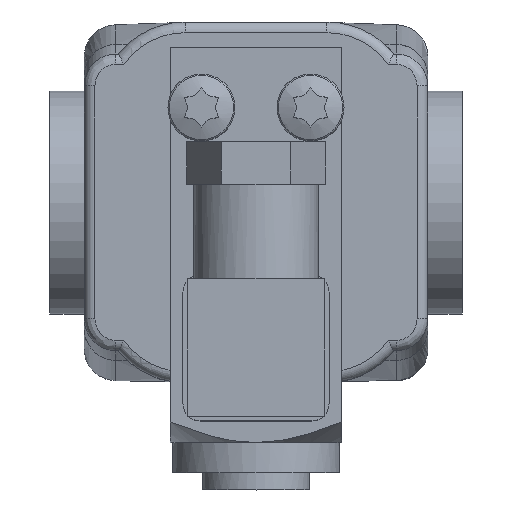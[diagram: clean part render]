
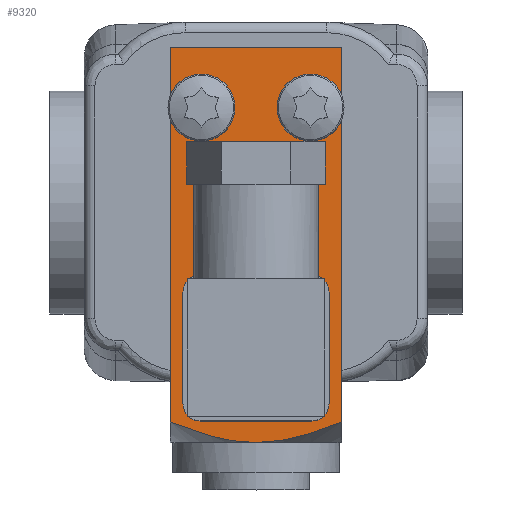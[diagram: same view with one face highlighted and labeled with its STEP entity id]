
A CAD part, top view. The second image highlights one B-rep face of the part: STEP entity #9320.
In plain terms, the highlighted face is planar.
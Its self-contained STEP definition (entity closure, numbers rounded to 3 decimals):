
#8761=CARTESIAN_POINT('',(10.0,-6.5,-1.75));
#8762=VERTEX_POINT('',#8761);
#8769=CARTESIAN_POINT('',(10.0,-8.5,-3.75));
#8770=VERTEX_POINT('',#8769);
#8771=CARTESIAN_POINT('',(10.0,-6.5,-3.75));
#8772=DIRECTION('',(-1.0,0.0,0.0));
#8773=DIRECTION('',(0.0,0.0,1.0));
#8774=AXIS2_PLACEMENT_3D('',#8771,#8772,#8773);
#8775=CIRCLE('',#8774,2.0);
#8776=EDGE_CURVE('',#8770,#8762,#8775,.T.);
#8793=CARTESIAN_POINT('',(10.0,6.5,-1.75));
#8794=VERTEX_POINT('',#8793);
#8801=CARTESIAN_POINT('',(10.0,-6.5,-1.75));
#8802=DIRECTION('',(0.0,1.0,0.0));
#8803=VECTOR('',#8802,13.);
#8804=LINE('',#8801,#8803);
#8805=EDGE_CURVE('',#8762,#8794,#8804,.T.);
#8819=CARTESIAN_POINT('',(10.0,8.5,-3.75));
#8820=VERTEX_POINT('',#8819);
#8827=CARTESIAN_POINT('',(10.0,6.5,-3.75));
#8828=DIRECTION('',(-1.0,0.0,0.0));
#8829=DIRECTION('',(0.0,1.0,0.0));
#8830=AXIS2_PLACEMENT_3D('',#8827,#8828,#8829);
#8831=CIRCLE('',#8830,2.0);
#8832=EDGE_CURVE('',#8794,#8820,#8831,.T.);
#8844=CARTESIAN_POINT('',(10.0,8.5,-16.75));
#8845=VERTEX_POINT('',#8844);
#8852=CARTESIAN_POINT('',(10.0,8.5,-3.75));
#8853=DIRECTION('',(0.0,0.0,-1.0));
#8854=VECTOR('',#8853,13.0);
#8855=LINE('',#8852,#8854);
#8856=EDGE_CURVE('',#8820,#8845,#8855,.T.);
#8870=CARTESIAN_POINT('',(10.0,6.5,-18.75));
#8871=VERTEX_POINT('',#8870);
#8878=CARTESIAN_POINT('',(10.0,6.5,-16.75));
#8879=DIRECTION('',(-1.0,0.0,0.0));
#8880=DIRECTION('',(0.0,0.0,-1.0));
#8881=AXIS2_PLACEMENT_3D('',#8878,#8879,#8880);
#8882=CIRCLE('',#8881,2.0);
#8883=EDGE_CURVE('',#8845,#8871,#8882,.T.);
#8895=CARTESIAN_POINT('',(10.0,-6.5,-18.75));
#8896=VERTEX_POINT('',#8895);
#8903=CARTESIAN_POINT('',(10.0,6.5,-18.75));
#8904=DIRECTION('',(0.0,-1.0,0.0));
#8905=VECTOR('',#8904,13.);
#8906=LINE('',#8903,#8905);
#8907=EDGE_CURVE('',#8871,#8896,#8906,.T.);
#8921=CARTESIAN_POINT('',(10.0,-8.5,-16.75));
#8922=VERTEX_POINT('',#8921);
#8929=CARTESIAN_POINT('',(10.0,-6.5,-16.75));
#8930=DIRECTION('',(-1.0,0.0,0.0));
#8931=DIRECTION('',(0.0,-1.0,0.0));
#8932=AXIS2_PLACEMENT_3D('',#8929,#8930,#8931);
#8933=CIRCLE('',#8932,2.);
#8934=EDGE_CURVE('',#8896,#8922,#8933,.T.);
#8947=CARTESIAN_POINT('',(10.0,-8.5,-16.75));
#8948=DIRECTION('',(0.0,0.0,1.0));
#8949=VECTOR('',#8948,13.);
#8950=LINE('',#8947,#8949);
#8951=EDGE_CURVE('',#8922,#8770,#8950,.T.);
#9211=CARTESIAN_POINT('',(10.0,-2.75,17.75));
#9212=VERTEX_POINT('',#9211);
#9213=CARTESIAN_POINT('',(10.,-6.35,17.75));
#9214=DIRECTION('',(1.0,0.0,0.0));
#9215=DIRECTION('',(0.0,0.0,1.0));
#9216=AXIS2_PLACEMENT_3D('',#9213,#9214,#9215);
#9217=CIRCLE('',#9216,3.6);
#9218=EDGE_CURVE('',#9212,#9212,#9217,.T.);
#9235=CARTESIAN_POINT('',(10.0,10.0,0.0));
#9236=DIRECTION('',(1.0,0.0,0.0));
#9237=DIRECTION('',(0.0,0.0,-1.0));
#9238=AXIS2_PLACEMENT_3D('',#9235,#9236,#9237);
#9239=PLANE('',#9238);
#9240=CARTESIAN_POINT('',(10.0,-10.0,-18.859));
#9241=VERTEX_POINT('',#9240);
#9242=CARTESIAN_POINT('',(10.0,0.0,-21.25));
#9243=VERTEX_POINT('',#9242);
#9244=CARTESIAN_POINT('',(10.0,-10.0,-18.859));
#9245=CARTESIAN_POINT('',(10.0,-4.142,-21.25));
#9246=CARTESIAN_POINT('',(10.0,0.0,-21.25));
#9254=(BOUNDED_CURVE()B_SPLINE_CURVE(2,(#9244,#9245,#9246),.UNSPECIFIED.,.F.,.U.)B_SPLINE_CURVE_WITH_KNOTS((3,3),(0.353,1.509),.UNSPECIFIED.)CURVE()GEOMETRIC_REPRESENTATION_ITEM()RATIONAL_B_SPLINE_CURVE((1.062,1.132,1.0))REPRESENTATION_ITEM(''));
#9255=EDGE_CURVE('',#9241,#9243,#9254,.T.);
#9256=ORIENTED_EDGE('',*,*,#9255,.T.);
#9257=CARTESIAN_POINT('',(10.0,10.0,-18.859));
#9258=VERTEX_POINT('',#9257);
#9259=CARTESIAN_POINT('',(10.0,0.0,-21.25));
#9260=CARTESIAN_POINT('',(10.0,4.142,-21.25));
#9261=CARTESIAN_POINT('',(10.0,10.0,-18.859));
#9269=(BOUNDED_CURVE()B_SPLINE_CURVE(2,(#9259,#9260,#9261),.UNSPECIFIED.,.F.,.U.)B_SPLINE_CURVE_WITH_KNOTS((3,3),(1.509,2.665),.UNSPECIFIED.)CURVE()GEOMETRIC_REPRESENTATION_ITEM()RATIONAL_B_SPLINE_CURVE((1.0,1.132,1.062))REPRESENTATION_ITEM(''));
#9270=EDGE_CURVE('',#9243,#9258,#9269,.T.);
#9271=ORIENTED_EDGE('',*,*,#9270,.T.);
#9272=CARTESIAN_POINT('',(10.0,10.0,24.75));
#9273=VERTEX_POINT('',#9272);
#9274=CARTESIAN_POINT('',(10.0,10.0,24.75));
#9275=DIRECTION('',(0.0,0.0,-1.0));
#9276=VECTOR('',#9275,43.609);
#9277=LINE('',#9274,#9276);
#9278=EDGE_CURVE('',#9273,#9258,#9277,.T.);
#9279=ORIENTED_EDGE('',*,*,#9278,.F.);
#9280=CARTESIAN_POINT('',(10.0,-10.0,24.75));
#9281=VERTEX_POINT('',#9280);
#9282=CARTESIAN_POINT('',(10.0,10.0,24.75));
#9283=DIRECTION('',(0.0,-1.0,0.0));
#9284=VECTOR('',#9283,20.0);
#9285=LINE('',#9282,#9284);
#9286=EDGE_CURVE('',#9273,#9281,#9285,.T.);
#9287=ORIENTED_EDGE('',*,*,#9286,.T.);
#9288=CARTESIAN_POINT('',(10.0,-10.0,24.75));
#9289=DIRECTION('',(0.0,0.0,-1.0));
#9290=VECTOR('',#9289,43.609);
#9291=LINE('',#9288,#9290);
#9292=EDGE_CURVE('',#9281,#9241,#9291,.T.);
#9293=ORIENTED_EDGE('',*,*,#9292,.T.);
#9294=EDGE_LOOP('',(#9256,#9271,#9279,#9287,#9293));
#9295=FACE_OUTER_BOUND('',#9294,.T.);
#9296=ORIENTED_EDGE('',*,*,#8776,.T.);
#9297=ORIENTED_EDGE('',*,*,#8805,.T.);
#9298=ORIENTED_EDGE('',*,*,#8832,.T.);
#9299=ORIENTED_EDGE('',*,*,#8856,.T.);
#9300=ORIENTED_EDGE('',*,*,#8883,.T.);
#9301=ORIENTED_EDGE('',*,*,#8907,.T.);
#9302=ORIENTED_EDGE('',*,*,#8934,.T.);
#9303=ORIENTED_EDGE('',*,*,#8951,.T.);
#9304=EDGE_LOOP('',(#9296,#9297,#9298,#9299,#9300,#9301,#9302,#9303));
#9305=FACE_BOUND('',#9304,.T.);
#9306=CARTESIAN_POINT('',(10.0,2.75,17.75));
#9307=VERTEX_POINT('',#9306);
#9308=CARTESIAN_POINT('',(10.0,6.35,17.75));
#9309=DIRECTION('',(1.0,0.0,0.0));
#9310=DIRECTION('',(0.0,0.0,1.0));
#9311=AXIS2_PLACEMENT_3D('',#9308,#9309,#9310);
#9312=CIRCLE('',#9311,3.6);
#9313=EDGE_CURVE('',#9307,#9307,#9312,.T.);
#9314=ORIENTED_EDGE('',*,*,#9313,.F.);
#9315=EDGE_LOOP('',(#9314));
#9316=FACE_BOUND('',#9315,.T.);
#9317=ORIENTED_EDGE('',*,*,#9218,.F.);
#9318=EDGE_LOOP('',(#9317));
#9319=FACE_BOUND('',#9318,.T.);
#9320=ADVANCED_FACE('',(#9295,#9305,#9316,#9319),#9239,.T.);
